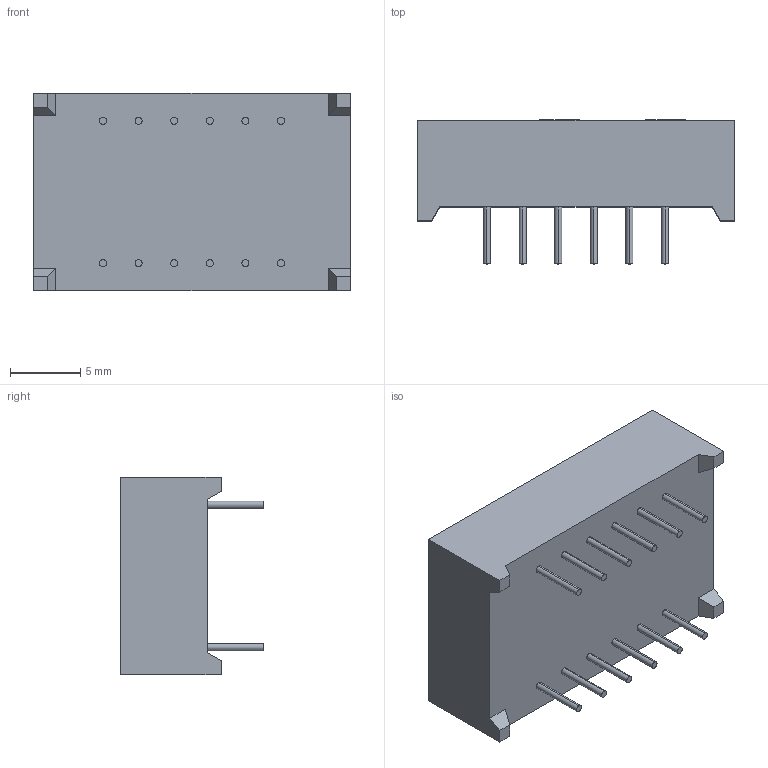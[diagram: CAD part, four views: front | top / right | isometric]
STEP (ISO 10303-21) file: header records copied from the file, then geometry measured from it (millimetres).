
FILE_DESCRIPTION (( 'STEP AP214' ), '1' );
FILE_NAME ('ATDEFAU1214134494315.step', '2005-12-14T18:44:18', ( 'SysAdmin' ), ( 'Solidworks Corporation' ), 'SwSTEP 2.0', 'SolidWorks 2005254', '' );
FILE_SCHEMA (( 'AUTOMOTIVE_DESIGN' ));
Length unit declared in the file: millimetre
Products named in the file (1): ATDEFAU1214134494315
Bounding box: 22.6 x 10.25 x 14.1 mm (x, y, z)
Volume: 1992.4 mm3; surface area: 1186.7 mm2
Topology: 1 solids, 1 shells, 99 faces, 216 edges, 144 vertices
Faces by surface type: plane 45, bspline 30, cylinder 24
Entity records: 8148 total; most frequent: CARTESIAN_POINT 5404, ORIENTED_EDGE 432, DIRECTION 344, EDGE_CURVE 216, VERTEX_POINT 144, EDGE_LOOP 124, AXIS2_PLACEMENT_3D 118, LINE 108
